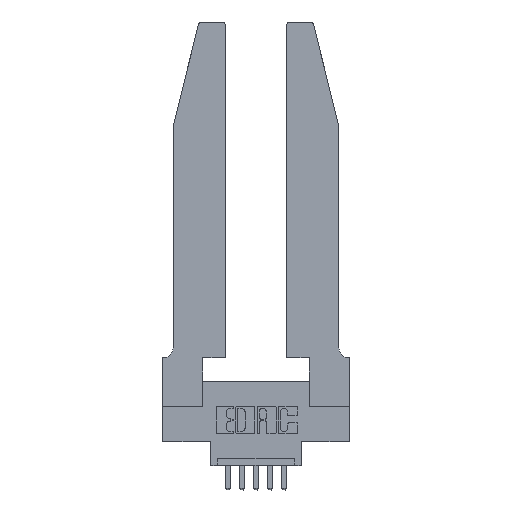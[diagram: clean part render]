
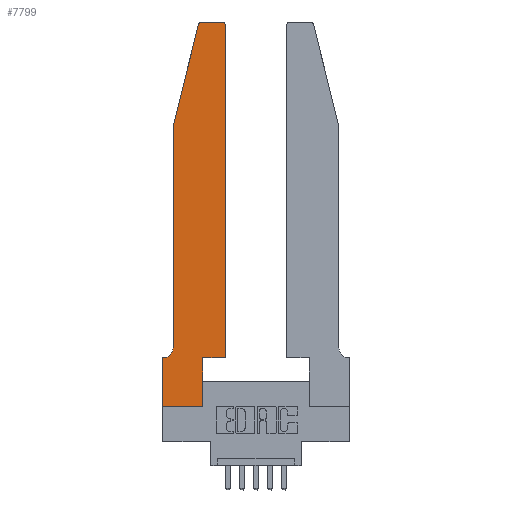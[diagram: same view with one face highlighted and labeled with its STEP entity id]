
A CAD part, top view. The second image highlights one B-rep face of the part: STEP entity #7799.
In plain terms, the highlighted planar face has unit normal (0, 0, 1).
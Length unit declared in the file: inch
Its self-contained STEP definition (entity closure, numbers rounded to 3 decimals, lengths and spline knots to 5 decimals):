
#34 = CARTESIAN_POINT ( 'NONE',  ( 0., 0.35, 0.37 ) ) ;
#57 = EDGE_LOOP ( 'NONE', ( #360, #1927, #12576, #9739, #1370, #8515, #8933, #7192, #714, #11979, #217, #3181 ) ) ;
#217 = ORIENTED_EDGE ( 'NONE', *, *, #9092, .T. ) ;
#360 = ORIENTED_EDGE ( 'NONE', *, *, #2502, .T. ) ;
#397 = CIRCLE ( 'NONE', #11202, 0.07 ) ;
#714 = ORIENTED_EDGE ( 'NONE', *, *, #4124, .T. ) ;
#752 = DIRECTION ( 'NONE',  ( 0., -1., 0. ) ) ;
#803 = CARTESIAN_POINT ( 'NONE',  ( 0.0055, 0.42, 0.37 ) ) ;
#1049 = VECTOR ( 'NONE', #9995, 39.37008 ) ;
#1370 = ORIENTED_EDGE ( 'NONE', *, *, #12063, .T. ) ;
#1478 = AXIS2_PLACEMENT_3D ( 'NONE', #6841, #4738, #12105 ) ;
#1726 = EDGE_CURVE ( 'NONE', #8077, #5331, #10823, .T. ) ;
#1927 = ORIENTED_EDGE ( 'NONE', *, *, #4952, .T. ) ;
#1981 = DIRECTION ( 'NONE',  ( 0., 0., -1. ) ) ;
#2243 = EDGE_CURVE ( 'NONE', #13037, #10197, #8468, .T. ) ;
#2316 = VERTEX_POINT ( 'NONE', #6162 ) ;
#2502 = EDGE_CURVE ( 'NONE', #10197, #5828, #3874, .T. ) ;
#2557 = CARTESIAN_POINT ( 'NONE',  ( 0.0755, 2., 0.37 ) ) ;
#2691 = VERTEX_POINT ( 'NONE', #5060 ) ;
#2693 = VERTEX_POINT ( 'NONE', #9204 ) ;
#2789 = DIRECTION ( 'NONE',  ( 1., 0., 0. ) ) ;
#2806 = LINE ( 'NONE', #7185, #8967 ) ;
#3181 = ORIENTED_EDGE ( 'NONE', *, *, #2243, .T. ) ;
#3789 = VECTOR ( 'NONE', #13753, 39.37008 ) ;
#3840 = DIRECTION ( 'NONE',  ( 0., 0., 1. ) ) ;
#3847 = DIRECTION ( 'NONE',  ( 0., 0., 1. ) ) ;
#3874 = LINE ( 'NONE', #12079, #1049 ) ;
#4124 = EDGE_CURVE ( 'NONE', #10627, #2691, #13246, .T. ) ;
#4274 = CARTESIAN_POINT ( 'NONE',  ( 0.4505, 0.35, 0.37 ) ) ;
#4353 = VERTEX_POINT ( 'NONE', #13569 ) ;
#4525 = EDGE_CURVE ( 'NONE', #4353, #2693, #5418, .T. ) ;
#4738 = DIRECTION ( 'NONE',  ( 0., 0., 1. ) ) ;
#4952 = EDGE_CURVE ( 'NONE', #5828, #2316, #8538, .T. ) ;
#4955 = CARTESIAN_POINT ( 'NONE',  ( 0.0755, 2., 0.37 ) ) ;
#5057 = CARTESIAN_POINT ( 'NONE',  ( 0., 0., 0.37 ) ) ;
#5060 = CARTESIAN_POINT ( 'NONE',  ( 0.2865, 0.35, 0.37 ) ) ;
#5331 = VERTEX_POINT ( 'NONE', #9571 ) ;
#5418 = LINE ( 'NONE', #2557, #11724 ) ;
#5606 = VECTOR ( 'NONE', #11752, 39.37008 ) ;
#5623 = CARTESIAN_POINT ( 'NONE',  ( 0.0055, 0.35, 0.37 ) ) ;
#5757 = DIRECTION ( 'NONE',  ( 0., -1., 0. ) ) ;
#5828 = VERTEX_POINT ( 'NONE', #13494 ) ;
#6162 = CARTESIAN_POINT ( 'NONE',  ( 0.25487, 2.72718, 0.37 ) ) ;
#6263 = AXIS2_PLACEMENT_3D ( 'NONE', #10198, #3847, #12367 ) ;
#6323 = DIRECTION ( 'NONE',  ( -1., 0., 0. ) ) ;
#6615 = VECTOR ( 'NONE', #10904, 39.37008 ) ;
#6841 = CARTESIAN_POINT ( 'NONE',  ( 0., 0.35, 0.37 ) ) ;
#7185 = CARTESIAN_POINT ( 'NONE',  ( 0.0755, 0.35, 0.37 ) ) ;
#7192 = ORIENTED_EDGE ( 'NONE', *, *, #10130, .T. ) ;
#7209 = VERTEX_POINT ( 'NONE', #8207 ) ;
#7291 = FACE_OUTER_BOUND ( 'NONE', #57, .T. ) ;
#7420 = EDGE_CURVE ( 'NONE', #7818, #8077, #2806, .T. ) ;
#7636 = VECTOR ( 'NONE', #2789, 39.37008 ) ;
#7757 = LINE ( 'NONE', #10801, #6615 ) ;
#7799 = ADVANCED_FACE ( 'NONE', ( #7291 ), #11111, .T. ) ;
#7818 = VERTEX_POINT ( 'NONE', #5623 ) ;
#7924 = DIRECTION ( 'NONE',  ( 1., 0., 0. ) ) ;
#7957 = CARTESIAN_POINT ( 'NONE',  ( 0.4505, 0.35, 0.37 ) ) ;
#8077 = VERTEX_POINT ( 'NONE', #34 ) ;
#8129 = CARTESIAN_POINT ( 'NONE',  ( 0.2865, 0., 0.37 ) ) ;
#8207 = CARTESIAN_POINT ( 'NONE',  ( 0.4505, 0.35, 0.37 ) ) ;
#8412 = DIRECTION ( 'NONE',  ( -1., 0., 0. ) ) ;
#8427 = EDGE_CURVE ( 'NONE', #2691, #7209, #13290, .T. ) ;
#8468 = CIRCLE ( 'NONE', #6263, 0.03 ) ;
#8515 = ORIENTED_EDGE ( 'NONE', *, *, #7420, .T. ) ;
#8538 = CIRCLE ( 'NONE', #12486, 0.03 ) ;
#8567 = CARTESIAN_POINT ( 'NONE',  ( 0.2865, 0.35, 0.37 ) ) ;
#8933 = ORIENTED_EDGE ( 'NONE', *, *, #1726, .T. ) ;
#8967 = VECTOR ( 'NONE', #6323, 39.37008 ) ;
#9092 = EDGE_CURVE ( 'NONE', #7209, #13037, #11262, .T. ) ;
#9204 = CARTESIAN_POINT ( 'NONE',  ( 0.0755, 0.42, 0.37 ) ) ;
#9259 = LINE ( 'NONE', #4955, #3789 ) ;
#9571 = CARTESIAN_POINT ( 'NONE',  ( 0., 0., 0.37 ) ) ;
#9601 = EDGE_CURVE ( 'NONE', #2316, #4353, #9259, .T. ) ;
#9739 = ORIENTED_EDGE ( 'NONE', *, *, #4525, .T. ) ;
#9995 = DIRECTION ( 'NONE',  ( -1., 0., 0. ) ) ;
#10089 = CARTESIAN_POINT ( 'NONE',  ( 0.284, 2.72, 0.37 ) ) ;
#10130 = EDGE_CURVE ( 'NONE', #5331, #10627, #7757, .T. ) ;
#10197 = VERTEX_POINT ( 'NONE', #13186 ) ;
#10198 = CARTESIAN_POINT ( 'NONE',  ( 0.4205, 2.72, 0.37 ) ) ;
#10604 = DIRECTION ( 'NONE',  ( 0., 1., 0. ) ) ;
#10627 = VERTEX_POINT ( 'NONE', #8129 ) ;
#10801 = CARTESIAN_POINT ( 'NONE',  ( 0., 0., 0.37 ) ) ;
#10823 = LINE ( 'NONE', #5057, #11154 ) ;
#10904 = DIRECTION ( 'NONE',  ( 1., 0., 0. ) ) ;
#11111 = PLANE ( 'NONE',  #1478 ) ;
#11154 = VECTOR ( 'NONE', #752, 39.37008 ) ;
#11202 = AXIS2_PLACEMENT_3D ( 'NONE', #803, #1981, #8412 ) ;
#11262 = LINE ( 'NONE', #4274, #5606 ) ;
#11554 = VECTOR ( 'NONE', #10604, 39.37008 ) ;
#11724 = VECTOR ( 'NONE', #5757, 39.37008 ) ;
#11752 = DIRECTION ( 'NONE',  ( 0., 1., 0. ) ) ;
#11979 = ORIENTED_EDGE ( 'NONE', *, *, #8427, .T. ) ;
#12063 = EDGE_CURVE ( 'NONE', #2693, #7818, #397, .T. ) ;
#12079 = CARTESIAN_POINT ( 'NONE',  ( 0.2605, 2.75, 0.37 ) ) ;
#12105 = DIRECTION ( 'NONE',  ( 1., 0., 0. ) ) ;
#12367 = DIRECTION ( 'NONE',  ( 1., 0., 0. ) ) ;
#12486 = AXIS2_PLACEMENT_3D ( 'NONE', #10089, #3840, #7924 ) ;
#12576 = ORIENTED_EDGE ( 'NONE', *, *, #9601, .T. ) ;
#13037 = VERTEX_POINT ( 'NONE', #13451 ) ;
#13186 = CARTESIAN_POINT ( 'NONE',  ( 0.4205, 2.75, 0.37 ) ) ;
#13246 = LINE ( 'NONE', #8567, #11554 ) ;
#13290 = LINE ( 'NONE', #7957, #7636 ) ;
#13451 = CARTESIAN_POINT ( 'NONE',  ( 0.4505, 2.72, 0.37 ) ) ;
#13494 = CARTESIAN_POINT ( 'NONE',  ( 0.284, 2.75, 0.37 ) ) ;
#13569 = CARTESIAN_POINT ( 'NONE',  ( 0.0755, 2., 0.37 ) ) ;
#13753 = DIRECTION ( 'NONE',  ( -0.239, -0.971, 0. ) ) ;
